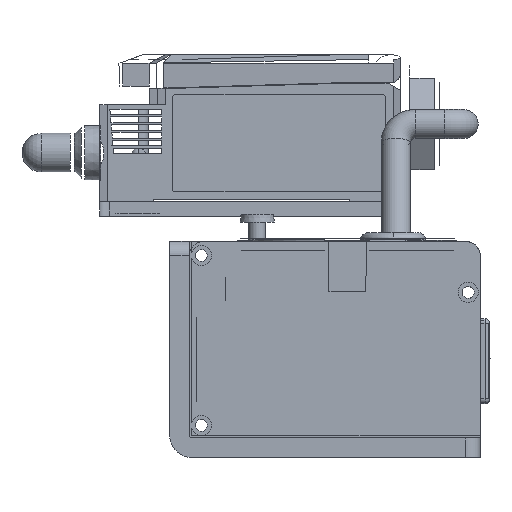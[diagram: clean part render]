
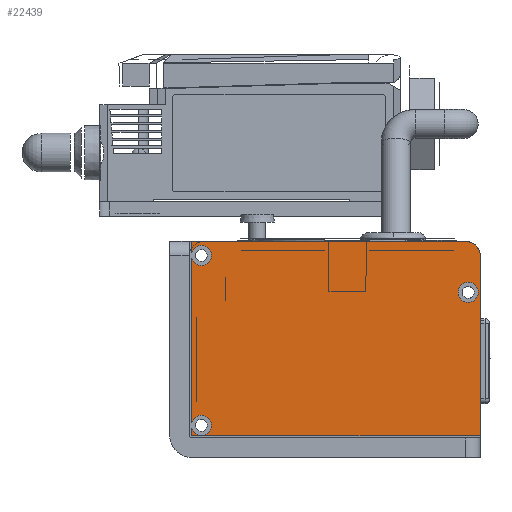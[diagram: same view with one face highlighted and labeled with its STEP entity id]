
A CAD part, front view. The second image highlights one B-rep face of the part: STEP entity #22439.
In plain terms, the highlighted planar face has unit normal (0, -1, 0).
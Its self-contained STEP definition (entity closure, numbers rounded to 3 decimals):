
#711=FACE_BOUND('',#4556,.T.);
#1729=PLANE('',#31939);
#3050=FACE_OUTER_BOUND('',#4555,.T.);
#4555=EDGE_LOOP('',(#20767,#20768,#20769,#20770,#20771,#20772,#20773,#20774,
#20775));
#4556=EDGE_LOOP('',(#20776));
#5264=CIRCLE('',#31940,2.075);
#5265=CIRCLE('',#31941,2.075);
#5266=CIRCLE('',#31942,3.);
#5267=CIRCLE('',#31943,2.075);
#8497=VERTEX_POINT('',#50752);
#8498=VERTEX_POINT('',#50753);
#8499=VERTEX_POINT('',#50755);
#8500=VERTEX_POINT('',#50757);
#8501=VERTEX_POINT('',#50759);
#8502=VERTEX_POINT('',#50761);
#8503=VERTEX_POINT('',#50763);
#8504=VERTEX_POINT('',#50765);
#8505=VERTEX_POINT('',#50767);
#8506=VERTEX_POINT('',#50770);
#13003=EDGE_CURVE('',#8497,#8498,#5264,.T.);
#13004=EDGE_CURVE('',#8497,#8499,#26208,.T.);
#13005=EDGE_CURVE('',#8500,#8499,#5265,.T.);
#13006=EDGE_CURVE('',#8500,#8501,#26209,.T.);
#13007=EDGE_CURVE('',#8501,#8502,#26210,.T.);
#13008=EDGE_CURVE('',#8502,#8503,#26211,.T.);
#13009=EDGE_CURVE('',#8504,#8503,#5266,.T.);
#13010=EDGE_CURVE('',#8504,#8505,#26212,.T.);
#13011=EDGE_CURVE('',#8505,#8498,#26213,.T.);
#13012=EDGE_CURVE('',#8506,#8506,#5267,.T.);
#20767=ORIENTED_EDGE('',*,*,#13003,.F.);
#20768=ORIENTED_EDGE('',*,*,#13004,.T.);
#20769=ORIENTED_EDGE('',*,*,#13005,.F.);
#20770=ORIENTED_EDGE('',*,*,#13006,.T.);
#20771=ORIENTED_EDGE('',*,*,#13007,.T.);
#20772=ORIENTED_EDGE('',*,*,#13008,.T.);
#20773=ORIENTED_EDGE('',*,*,#13009,.F.);
#20774=ORIENTED_EDGE('',*,*,#13010,.T.);
#20775=ORIENTED_EDGE('',*,*,#13011,.T.);
#20776=ORIENTED_EDGE('',*,*,#13012,.F.);
#22439=ADVANCED_FACE('',(#3050,#711),#1729,.F.);
#26208=LINE('',#50756,#29916);
#26209=LINE('',#50760,#29917);
#26210=LINE('',#50762,#29918);
#26211=LINE('',#50764,#29919);
#26212=LINE('',#50768,#29920);
#26213=LINE('',#50769,#29921);
#29916=VECTOR('',#39585,33.894);
#29917=VECTOR('',#39588,1.547);
#29918=VECTOR('',#39589,59.5);
#29919=VECTOR('',#39590,37.);
#29920=VECTOR('',#39593,56.5);
#29921=VECTOR('',#39594,2.347);
#31939=AXIS2_PLACEMENT_3D('',#50751,#39581,#39582);
#31940=AXIS2_PLACEMENT_3D('',#50754,#39583,#39584);
#31941=AXIS2_PLACEMENT_3D('',#50758,#39586,#39587);
#31942=AXIS2_PLACEMENT_3D('',#50766,#39591,#39592);
#31943=AXIS2_PLACEMENT_3D('',#50771,#39595,#39596);
#39581=DIRECTION('center_axis',(0.,1.,0.));
#39582=DIRECTION('ref_axis',(-1.,0.,0.));
#39583=DIRECTION('center_axis',(0.,-1.,0.));
#39584=DIRECTION('ref_axis',(-1.,0.,0.));
#39585=DIRECTION('',(0.,0.,-1.));
#39586=DIRECTION('center_axis',(0.,-1.,0.));
#39587=DIRECTION('ref_axis',(-1.,0.,0.));
#39588=DIRECTION('',(0.,0.,-1.));
#39589=DIRECTION('',(1.,0.,0.));
#39590=DIRECTION('',(0.,0.,1.));
#39591=DIRECTION('center_axis',(0.,1.,0.));
#39592=DIRECTION('ref_axis',(0.707,0.,0.707));
#39593=DIRECTION('',(-1.,0.,0.));
#39594=DIRECTION('',(0.,0.,-1.));
#39595=DIRECTION('center_axis',(0.,-1.,0.));
#39596=DIRECTION('ref_axis',(-1.,0.,0.));
#50751=CARTESIAN_POINT('Origin',(0.15,-51.5,-11.302));
#50752=CARTESIAN_POINT('',(-29.6,-51.5,6.245));
#50753=CARTESIAN_POINT('',(-29.6,-51.5,7.351));
#50754=CARTESIAN_POINT('Origin',(-27.6,-51.5,6.798));
#50755=CARTESIAN_POINT('',(-29.6,-51.5,-27.649));
#50756=CARTESIAN_POINT('',(-29.6,-51.5,9.698));
#50757=CARTESIAN_POINT('',(-29.6,-51.5,-28.755));
#50758=CARTESIAN_POINT('Origin',(-27.6,-51.5,-28.202));
#50759=CARTESIAN_POINT('',(-29.6,-51.5,-30.302));
#50760=CARTESIAN_POINT('',(-29.6,-51.5,9.698));
#50761=CARTESIAN_POINT('',(29.9,-51.5,-30.302));
#50762=CARTESIAN_POINT('',(-14.725,-51.5,-30.302));
#50763=CARTESIAN_POINT('',(29.9,-51.5,6.698));
#50764=CARTESIAN_POINT('',(29.9,-51.5,-32.302));
#50765=CARTESIAN_POINT('',(26.9,-51.5,9.698));
#50766=CARTESIAN_POINT('Origin',(26.9,-51.5,6.698));
#50767=CARTESIAN_POINT('',(-29.6,-51.5,9.698));
#50768=CARTESIAN_POINT('',(29.9,-51.5,9.698));
#50769=CARTESIAN_POINT('',(-29.6,-51.5,9.698));
#50770=CARTESIAN_POINT('',(29.475,-51.5,-0.802));
#50771=CARTESIAN_POINT('Origin',(27.4,-51.5,-0.802));
